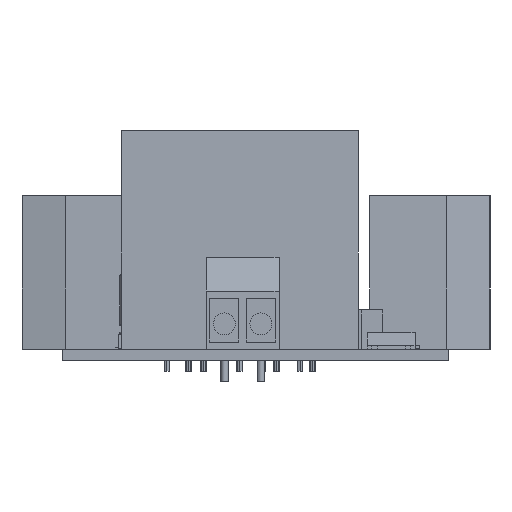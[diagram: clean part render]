
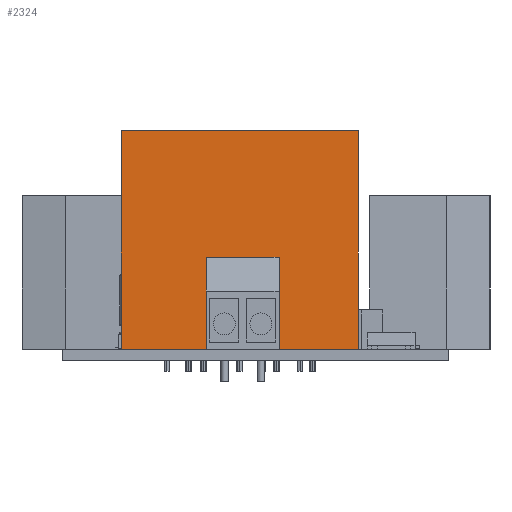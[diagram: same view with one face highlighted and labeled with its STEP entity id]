
A CAD part, left-side view. The second image highlights one B-rep face of the part: STEP entity #2324.
In plain terms, the highlighted planar face has unit normal (-1, 0, 0).
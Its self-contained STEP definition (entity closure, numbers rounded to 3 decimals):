
#2324 = ADVANCED_FACE('',(#2325),#2359,.F.);
#2325 = FACE_BOUND('',#2326,.F.);
#2326 = EDGE_LOOP('',(#2327,#2337,#2345,#2353));
#2327 = ORIENTED_EDGE('',*,*,#2328,.T.);
#2328 = EDGE_CURVE('',#2329,#2331,#2333,.T.);
#2329 = VERTEX_POINT('',#2330);
#2330 = CARTESIAN_POINT('',(-13.779,16.256,0.));
#2331 = VERTEX_POINT('',#2332);
#2332 = CARTESIAN_POINT('',(-13.779,16.256,30.));
#2333 = LINE('',#2334,#2335);
#2334 = CARTESIAN_POINT('',(-13.779,16.256,0.));
#2335 = VECTOR('',#2336,1.);
#2336 = DIRECTION('',(0.,0.,1.));
#2337 = ORIENTED_EDGE('',*,*,#2338,.T.);
#2338 = EDGE_CURVE('',#2331,#2339,#2341,.T.);
#2339 = VERTEX_POINT('',#2340);
#2340 = CARTESIAN_POINT('',(-13.78,-16.256,30.));
#2341 = LINE('',#2342,#2343);
#2342 = CARTESIAN_POINT('',(-13.779,16.256,30.));
#2343 = VECTOR('',#2344,1.);
#2344 = DIRECTION('',(0.,-1.,0.));
#2345 = ORIENTED_EDGE('',*,*,#2346,.F.);
#2346 = EDGE_CURVE('',#2347,#2339,#2349,.T.);
#2347 = VERTEX_POINT('',#2348);
#2348 = CARTESIAN_POINT('',(-13.78,-16.256,0.));
#2349 = LINE('',#2350,#2351);
#2350 = CARTESIAN_POINT('',(-13.78,-16.256,0.));
#2351 = VECTOR('',#2352,1.);
#2352 = DIRECTION('',(0.,0.,1.));
#2353 = ORIENTED_EDGE('',*,*,#2354,.F.);
#2354 = EDGE_CURVE('',#2329,#2347,#2355,.T.);
#2355 = LINE('',#2356,#2357);
#2356 = CARTESIAN_POINT('',(-13.779,16.256,0.));
#2357 = VECTOR('',#2358,1.);
#2358 = DIRECTION('',(0.,-1.,0.));
#2359 = PLANE('',#2360);
#2360 = AXIS2_PLACEMENT_3D('',#2361,#2362,#2363);
#2361 = CARTESIAN_POINT('',(-13.779,16.256,0.));
#2362 = DIRECTION('',(1.,0.,0.));
#2363 = DIRECTION('',(0.,-1.,0.));
